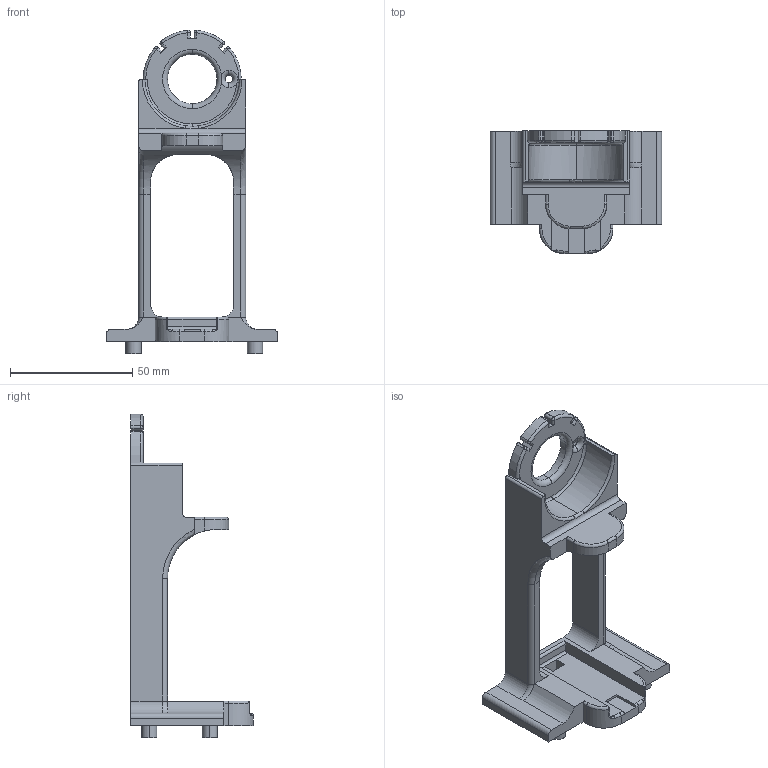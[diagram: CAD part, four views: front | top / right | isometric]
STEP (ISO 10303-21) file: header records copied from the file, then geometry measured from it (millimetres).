
FILE_DESCRIPTION (( 'STEP AP203' ), '1' );
FILE_NAME ('HS Pendulum_correctedv3.STEP', '2025-08-04T23:59:00', ( '' ), ( '' ), 'SwSTEP 2.0', 'SolidWorks 2024', '' );
FILE_SCHEMA (( 'CONFIG_CONTROL_DESIGN' ));
Length unit declared in the file: millimetre
Products named in the file (1): HS Pendulum_correctedv3
Bounding box: 70 x 50 x 132.09 mm (x, y, z)
Volume: 55528.7 mm3; surface area: 21685.8 mm2
Topology: 1 solids, 1 shells, 161 faces, 433 edges, 269 vertices
Faces by surface type: cylinder 66, plane 58, torus 23, sphere 8, bspline 6
Entity records: 5507 total; most frequent: CARTESIAN_POINT 1338, DIRECTION 903, ORIENTED_EDGE 852, EDGE_CURVE 426, AXIS2_PLACEMENT_3D 345, VERTEX_POINT 267, VECTOR 213, LINE 213
